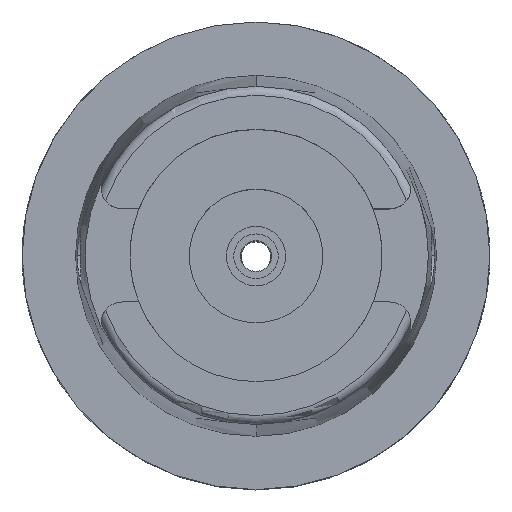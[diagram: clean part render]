
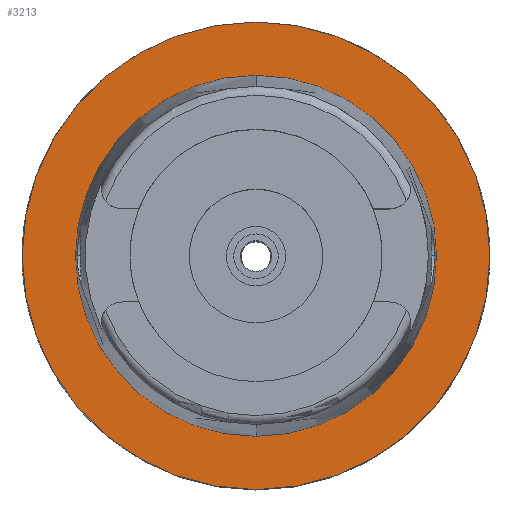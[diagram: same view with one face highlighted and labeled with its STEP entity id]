
A CAD part, top view. The second image highlights one B-rep face of the part: STEP entity #3213.
In plain terms, the highlighted planar face has unit normal (0, 0, 1).
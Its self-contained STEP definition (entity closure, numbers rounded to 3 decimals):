
#668=CARTESIAN_POINT('',(0.,0.,0.));
#669=DIRECTION('',(0.,0.,-1.));
#670=DIRECTION('',(0.,-1.,0.));
#671=AXIS2_PLACEMENT_3D('',#668,#669,#670);
#676=CARTESIAN_POINT('',(0.,0.,0.));
#677=DIRECTION('',(0.,0.,-1.));
#678=DIRECTION('',(0.,1.,0.));
#679=AXIS2_PLACEMENT_3D('',#676,#677,#678);
#684=CARTESIAN_POINT('',(0.,0.,0.));
#685=DIRECTION('',(0.,0.,1.));
#686=DIRECTION('',(0.,-1.,0.));
#687=AXIS2_PLACEMENT_3D('',#684,#685,#686);
#692=CARTESIAN_POINT('',(0.,0.,0.));
#693=DIRECTION('',(0.,0.,1.));
#694=DIRECTION('',(0.,1.,0.));
#695=AXIS2_PLACEMENT_3D('',#692,#693,#694);
#2546=CARTESIAN_POINT('',(0.,-24.315,0.));
#2547=VERTEX_POINT('',#2546);
#2548=CARTESIAN_POINT('',(0.,24.315,0.));
#2549=VERTEX_POINT('',#2548);
#2556=CARTESIAN_POINT('',(0.,-31.5,0.));
#2557=CARTESIAN_POINT('',(0.,31.5,0.));
#2558=VERTEX_POINT('',#2556);
#2559=VERTEX_POINT('',#2557);
#3198=CARTESIAN_POINT('',(0.,0.,0.));
#3199=DIRECTION('',(0.,0.,-1.));
#3200=DIRECTION('',(0.,-1.,0.));
#3201=AXIS2_PLACEMENT_3D('',#3198,#3199,#3200);
#3202=PLANE('',#3201);
#3204=ORIENTED_EDGE('',*,*,#3203,.T.);
#3206=ORIENTED_EDGE('',*,*,#3205,.T.);
#3207=EDGE_LOOP('',(#3204,#3206));
#3208=FACE_OUTER_BOUND('',#3207,.F.);
#3209=ORIENTED_EDGE('',*,*,#3071,.T.);
#3210=ORIENTED_EDGE('',*,*,#3172,.T.);
#3211=EDGE_LOOP('',(#3209,#3210));
#3212=FACE_BOUND('',#3211,.F.);
#672=CIRCLE('',#671,31.5);
#680=CIRCLE('',#679,31.5);
#688=CIRCLE('',#687,24.315);
#696=CIRCLE('',#695,24.315);
#3071=EDGE_CURVE('',#2547,#2549,#688,.T.);
#3172=EDGE_CURVE('',#2549,#2547,#696,.T.);
#3203=EDGE_CURVE('',#2558,#2559,#672,.T.);
#3205=EDGE_CURVE('',#2559,#2558,#680,.T.);
#3213=ADVANCED_FACE('',(#3208,#3212),#3202,.F.);
